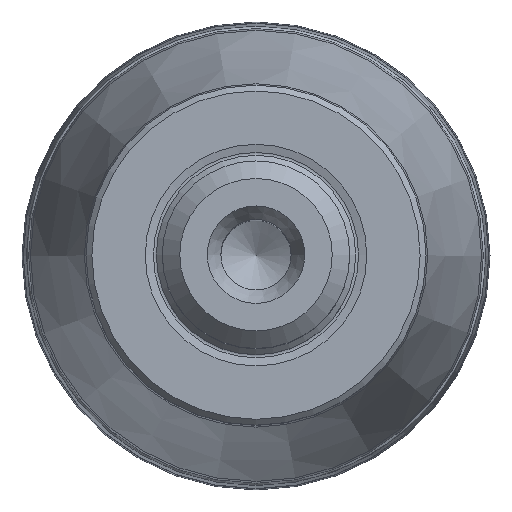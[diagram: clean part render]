
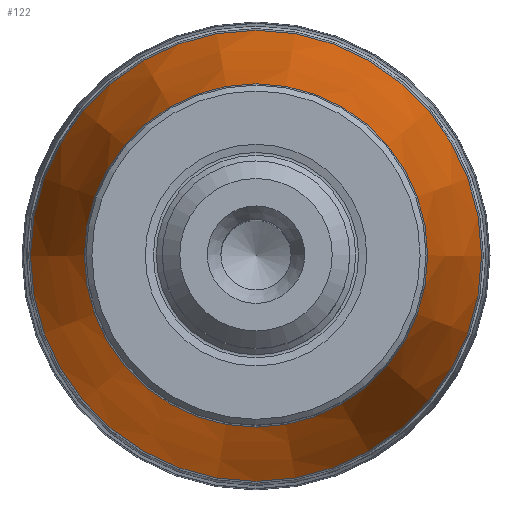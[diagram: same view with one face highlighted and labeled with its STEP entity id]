
A CAD part, top view. The second image highlights one B-rep face of the part: STEP entity #122.
In plain terms, the highlighted conical face has half-angle 13.717 degrees and reference radius 19.382 mm.
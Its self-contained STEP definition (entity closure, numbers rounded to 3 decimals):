
#48=CONICAL_SURFACE('',#843,19.382,13.717);
#122=ADVANCED_FACE('',(#325,#326),#48,.T.);
#325=FACE_BOUND('',#446,.T.);
#326=FACE_BOUND('',#447,.T.);
#446=EDGE_LOOP('',(#566));
#447=EDGE_LOOP('',(#567));
#566=ORIENTED_EDGE('',*,*,#714,.T.);
#567=ORIENTED_EDGE('',*,*,#715,.T.);
#653=VERTEX_POINT('',#1461);
#654=VERTEX_POINT('',#1463);
#714=EDGE_CURVE('',#653,#653,#774,.T.);
#715=EDGE_CURVE('',#654,#654,#775,.T.);
#774=CIRCLE('',#841,19.239);
#775=CIRCLE('',#842,14.643);
#841=AXIS2_PLACEMENT_3D('',#1460,#1015,#1016);
#842=AXIS2_PLACEMENT_3D('',#1462,#1017,#1018);
#843=AXIS2_PLACEMENT_3D('',#1464,#1019,#1020);
#1015=DIRECTION('',(0.,0.,1.));
#1016=DIRECTION('',(1.,0.,0.));
#1017=DIRECTION('',(0.,0.,-1.));
#1018=DIRECTION('',(-1.,0.,0.));
#1019=DIRECTION('',(0.,0.,-1.));
#1020=DIRECTION('',(-1.,0.,0.));
#1460=CARTESIAN_POINT('',(0.,0.,-32.812));
#1461=CARTESIAN_POINT('',(19.239,0.,-32.812));
#1462=CARTESIAN_POINT('',(0.,0.,-13.981));
#1463=CARTESIAN_POINT('',(-14.643,0.,-13.981));
#1464=CARTESIAN_POINT('',(0.,0.,-33.396));
